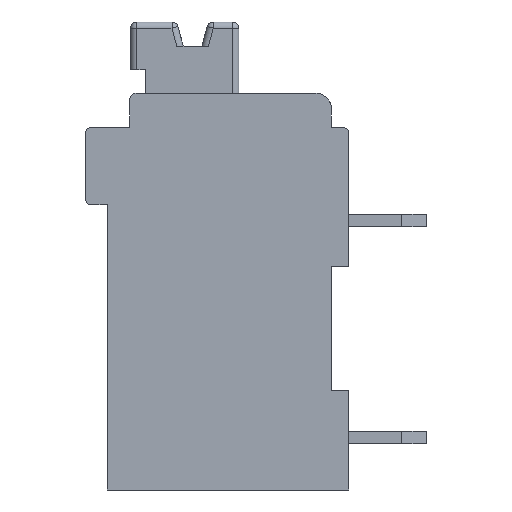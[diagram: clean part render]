
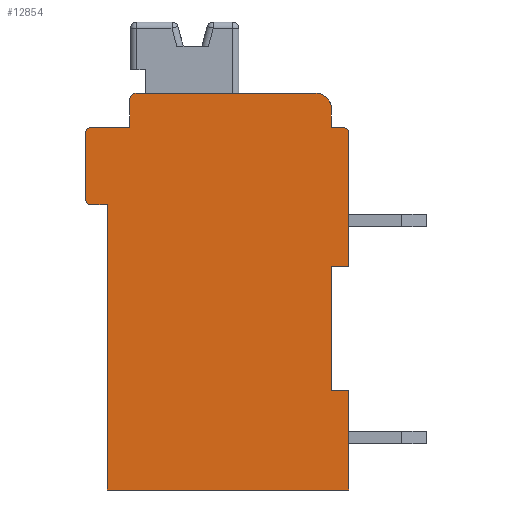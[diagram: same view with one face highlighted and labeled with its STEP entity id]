
A CAD part, left-side view. The second image highlights one B-rep face of the part: STEP entity #12854.
In plain terms, the highlighted planar face has unit normal (-1, 0, 0).
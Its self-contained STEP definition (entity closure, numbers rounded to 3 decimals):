
#319=PLANE('',#13656);
#741=CIRCLE('',#13619,0.5);
#743=CIRCLE('',#13623,0.2);
#760=CIRCLE('',#13657,0.2);
#761=CIRCLE('',#13658,0.2);
#762=CIRCLE('',#13659,0.2);
#1909=ORIENTED_EDGE('',*,*,#5545,.F.);
#1910=ORIENTED_EDGE('',*,*,#5465,.T.);
#1911=ORIENTED_EDGE('',*,*,#5460,.F.);
#1912=ORIENTED_EDGE('',*,*,#5472,.T.);
#1913=ORIENTED_EDGE('',*,*,#5470,.F.);
#1914=ORIENTED_EDGE('',*,*,#5516,.F.);
#1915=ORIENTED_EDGE('',*,*,#5589,.T.);
#1916=ORIENTED_EDGE('',*,*,#5508,.F.);
#1917=ORIENTED_EDGE('',*,*,#5590,.T.);
#1918=ORIENTED_EDGE('',*,*,#5505,.F.);
#1919=ORIENTED_EDGE('',*,*,#5024,.F.);
#1920=ORIENTED_EDGE('',*,*,#5490,.F.);
#1921=ORIENTED_EDGE('',*,*,#5498,.F.);
#1922=ORIENTED_EDGE('',*,*,#5504,.F.);
#1923=ORIENTED_EDGE('',*,*,#5570,.F.);
#1924=ORIENTED_EDGE('',*,*,#5500,.F.);
#1925=ORIENTED_EDGE('',*,*,#5043,.F.);
#1926=ORIENTED_EDGE('',*,*,#5591,.T.);
#1927=ORIENTED_EDGE('',*,*,#5546,.F.);
#5024=EDGE_CURVE('',#6940,#6941,#8166,.T.);
#5043=EDGE_CURVE('',#6952,#6953,#8185,.T.);
#5460=EDGE_CURVE('',#7305,#7306,#8576,.T.);
#5465=EDGE_CURVE('',#7310,#7306,#741,.F.);
#5470=EDGE_CURVE('',#7314,#7311,#8583,.T.);
#5472=EDGE_CURVE('',#7305,#7311,#743,.F.);
#5490=EDGE_CURVE('',#7328,#6940,#8601,.T.);
#5498=EDGE_CURVE('',#7333,#7328,#8609,.T.);
#5500=EDGE_CURVE('',#6953,#7335,#8611,.T.);
#5504=EDGE_CURVE('',#7337,#7333,#8615,.T.);
#5505=EDGE_CURVE('',#6941,#7338,#8616,.T.);
#5508=EDGE_CURVE('',#7339,#7340,#8619,.T.);
#5516=EDGE_CURVE('',#7343,#7314,#8624,.T.);
#5545=EDGE_CURVE('',#7310,#7358,#8640,.T.);
#5546=EDGE_CURVE('',#7358,#7359,#8641,.T.);
#5570=EDGE_CURVE('',#7335,#7337,#8665,.T.);
#5589=EDGE_CURVE('',#7343,#7340,#760,.F.);
#5590=EDGE_CURVE('',#7339,#7338,#761,.F.);
#5591=EDGE_CURVE('',#6952,#7359,#762,.F.);
#6940=VERTEX_POINT('',#18403);
#6941=VERTEX_POINT('',#18405);
#6952=VERTEX_POINT('',#18438);
#6953=VERTEX_POINT('',#18440);
#7305=VERTEX_POINT('',#19304);
#7306=VERTEX_POINT('',#19306);
#7310=VERTEX_POINT('',#19320);
#7311=VERTEX_POINT('',#19324);
#7314=VERTEX_POINT('',#19329);
#7328=VERTEX_POINT('',#19369);
#7333=VERTEX_POINT('',#19385);
#7335=VERTEX_POINT('',#19391);
#7337=VERTEX_POINT('',#19397);
#7338=VERTEX_POINT('',#19401);
#7339=VERTEX_POINT('',#19405);
#7340=VERTEX_POINT('',#19407);
#7343=VERTEX_POINT('',#19418);
#7358=VERTEX_POINT('',#19462);
#7359=VERTEX_POINT('',#19467);
#8166=LINE('',#18404,#9742);
#8185=LINE('',#18439,#9761);
#8576=LINE('',#19305,#10152);
#8583=LINE('',#19330,#10159);
#8601=LINE('',#19370,#10177);
#8609=LINE('',#19386,#10185);
#8611=LINE('',#19390,#10187);
#8615=LINE('',#19398,#10191);
#8616=LINE('',#19400,#10192);
#8619=LINE('',#19406,#10195);
#8624=LINE('',#19419,#10200);
#8640=LINE('',#19464,#10216);
#8641=LINE('',#19466,#10217);
#8665=LINE('',#19504,#10241);
#9742=VECTOR('',#14705,1000.);
#9761=VECTOR('',#14732,1000.);
#10152=VECTOR('',#15313,1000.);
#10159=VECTOR('',#15328,1000.);
#10177=VECTOR('',#15362,1000.);
#10185=VECTOR('',#15376,1000.);
#10187=VECTOR('',#15380,1000.);
#10191=VECTOR('',#15386,1000.);
#10192=VECTOR('',#15389,1000.);
#10195=VECTOR('',#15394,1000.);
#10200=VECTOR('',#15407,1000.);
#10216=VECTOR('',#15451,1000.);
#10217=VECTOR('',#15454,1000.);
#10241=VECTOR('',#15480,1000.);
#11295=EDGE_LOOP('',(#1909,#1910,#1911,#1912,#1913,#1914,#1915,#1916,#1917,
#1918,#1919,#1920,#1921,#1922,#1923,#1924,#1925,#1926,#1927));
#12002=FACE_BOUND('',#11295,.T.);
#12854=ADVANCED_FACE('',(#12002),#319,.F.);
#13619=AXIS2_PLACEMENT_3D('',#19319,#15320,#15321);
#13623=AXIS2_PLACEMENT_3D('',#19333,#15333,#15334);
#13656=AXIS2_PLACEMENT_3D('',#19531,#15499,#15500);
#13657=AXIS2_PLACEMENT_3D('',#19532,#15501,#15502);
#13658=AXIS2_PLACEMENT_3D('',#19533,#15503,#15504);
#13659=AXIS2_PLACEMENT_3D('',#19534,#15505,#15506);
#14705=DIRECTION('',(0.,0.,1.));
#14732=DIRECTION('',(0.,0.,-1.));
#15313=DIRECTION('',(0.,-1.,0.));
#15320=DIRECTION('',(1.,0.,0.));
#15321=DIRECTION('',(0.,0.,-1.));
#15328=DIRECTION('',(0.,0.,1.));
#15333=DIRECTION('',(1.,0.,0.));
#15334=DIRECTION('',(0.,0.,-1.));
#15362=DIRECTION('',(0.,1.,0.));
#15376=DIRECTION('',(0.,0.,-1.));
#15380=DIRECTION('',(0.,1.,0.));
#15386=DIRECTION('',(0.,-1.,0.));
#15389=DIRECTION('',(0.,1.,0.));
#15394=DIRECTION('',(0.,0.,1.));
#15407=DIRECTION('',(0.,-1.,0.));
#15451=DIRECTION('',(0.,0.,-1.));
#15454=DIRECTION('',(0.,-1.,0.));
#15480=DIRECTION('',(0.,0.,-1.));
#15499=DIRECTION('',(1.,0.,0.));
#15500=DIRECTION('',(0.,0.,-1.));
#15501=DIRECTION('',(1.,0.,0.));
#15502=DIRECTION('',(0.,0.,-1.));
#15503=DIRECTION('',(1.,0.,0.));
#15504=DIRECTION('',(0.,0.,-1.));
#15505=DIRECTION('',(1.,0.,0.));
#15506=DIRECTION('',(0.,0.,-1.));
#18403=CARTESIAN_POINT('',(-9.1,3.98,-5.2));
#18404=CARTESIAN_POINT('',(-9.1,3.98,4.));
#18405=CARTESIAN_POINT('',(-9.1,3.98,4.));
#18438=CARTESIAN_POINT('',(-9.1,-3.82,6.3));
#18439=CARTESIAN_POINT('',(-9.1,-3.82,6.5));
#18440=CARTESIAN_POINT('',(-9.1,-3.82,2.));
#19304=CARTESIAN_POINT('',(-9.1,3.05,7.6));
#19305=CARTESIAN_POINT('',(-9.1,3.25,7.6));
#19306=CARTESIAN_POINT('',(-9.1,-2.75,7.6));
#19319=CARTESIAN_POINT('',(-9.1,-2.75,7.1));
#19320=CARTESIAN_POINT('',(-9.1,-3.25,7.1));
#19324=CARTESIAN_POINT('',(-9.1,3.25,7.4));
#19329=CARTESIAN_POINT('',(-9.1,3.25,6.5));
#19330=CARTESIAN_POINT('',(-9.1,3.25,7.6));
#19333=CARTESIAN_POINT('',(-9.1,3.05,7.4));
#19369=CARTESIAN_POINT('',(-9.1,-3.82,-5.2));
#19370=CARTESIAN_POINT('',(-9.1,-3.82,-5.2));
#19385=CARTESIAN_POINT('',(-9.1,-3.82,-2.));
#19386=CARTESIAN_POINT('',(-9.1,-3.82,-2.));
#19390=CARTESIAN_POINT('',(-9.1,-3.82,2.));
#19391=CARTESIAN_POINT('',(-9.1,-3.25,2.));
#19397=CARTESIAN_POINT('',(-9.1,-3.25,-2.));
#19398=CARTESIAN_POINT('',(-9.1,-3.25,-2.));
#19400=CARTESIAN_POINT('',(-9.1,4.68,4.));
#19401=CARTESIAN_POINT('',(-9.1,4.48,4.));
#19405=CARTESIAN_POINT('',(-9.1,4.68,4.2));
#19406=CARTESIAN_POINT('',(-9.1,4.68,4.));
#19407=CARTESIAN_POINT('',(-9.1,4.68,6.3));
#19418=CARTESIAN_POINT('',(-9.1,4.48,6.5));
#19419=CARTESIAN_POINT('',(-9.1,3.25,6.5));
#19462=CARTESIAN_POINT('',(-9.1,-3.25,6.5));
#19464=CARTESIAN_POINT('',(-9.1,-3.25,6.5));
#19466=CARTESIAN_POINT('',(-9.1,-3.82,6.5));
#19467=CARTESIAN_POINT('',(-9.1,-3.62,6.5));
#19504=CARTESIAN_POINT('',(-9.1,-3.25,2.));
#19531=CARTESIAN_POINT('',(-9.1,0.,0.));
#19532=CARTESIAN_POINT('',(-9.1,4.48,6.3));
#19533=CARTESIAN_POINT('',(-9.1,4.48,4.2));
#19534=CARTESIAN_POINT('',(-9.1,-3.62,6.3));
